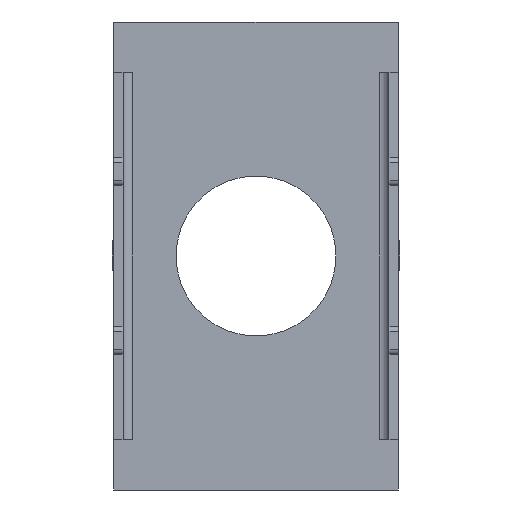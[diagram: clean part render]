
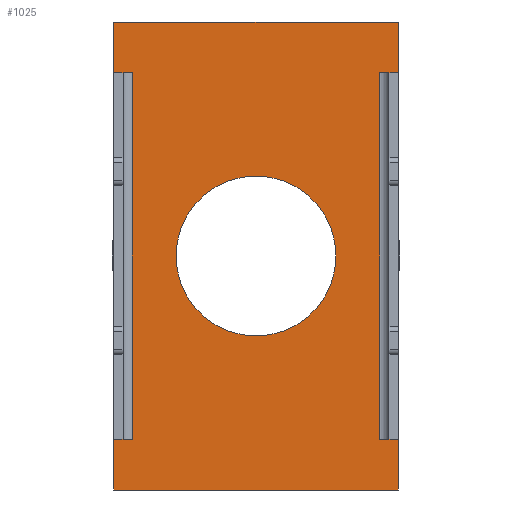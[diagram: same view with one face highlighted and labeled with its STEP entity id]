
A CAD part, front view. The second image highlights one B-rep face of the part: STEP entity #1025.
In plain terms, the highlighted planar face has unit normal (0, -1, 0).
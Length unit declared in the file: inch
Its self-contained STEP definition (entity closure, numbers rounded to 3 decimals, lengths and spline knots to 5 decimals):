
#41=LINE($,#1498,#151);
#94=LINE($,#1640,#204);
#98=LINE($,#1648,#208);
#100=LINE($,#1656,#210);
#115=LINE($,#1685,#225);
#117=LINE($,#1690,#227);
#118=LINE($,#1696,#228);
#120=LINE($,#1698,#230);
#121=LINE($,#1702,#231);
#122=LINE($,#1703,#232);
#124=LINE($,#1708,#234);
#125=LINE($,#1709,#235);
#151=VECTOR($,#1200,0.02);
#204=VECTOR($,#1325,0.02);
#208=VECTOR($,#1331,0.02);
#210=VECTOR($,#1339,0.02);
#225=VECTOR($,#1374,0.401);
#227=VECTOR($,#1378,0.311);
#228=VECTOR($,#1387,0.0555);
#230=VECTOR($,#1389,0.0555);
#231=VECTOR($,#1394,0.0555);
#232=VECTOR($,#1395,0.0555);
#234=VECTOR($,#1403,0.401);
#235=VECTOR($,#1404,0.311);
#271=PLANE($,#1117);
#277=FACE_BOUND($,#383,.T.);
#278=FACE_BOUND($,#384,.T.);
#383=EDGE_LOOP($,(#923));
#384=EDGE_LOOP($,(#924,#925,#926,#927,#928,#929,#930,#931,#932,#933,#934,
#935));
#388=CIRCLE($,#1033,0.0875);
#423=VERTEX_POINT($,#1413);
#448=VERTEX_POINT($,#1490);
#451=VERTEX_POINT($,#1496);
#503=VERTEX_POINT($,#1637);
#504=VERTEX_POINT($,#1639);
#506=VERTEX_POINT($,#1645);
#507=VERTEX_POINT($,#1647);
#509=VERTEX_POINT($,#1653);
#510=VERTEX_POINT($,#1655);
#515=VERTEX_POINT($,#1688);
#516=VERTEX_POINT($,#1689);
#517=VERTEX_POINT($,#1694);
#518=VERTEX_POINT($,#1700);
#519=EDGE_CURVE($,#423,#423,#388,.T.);
#558=EDGE_CURVE($,#448,#451,#41,.T.);
#626=EDGE_CURVE($,#503,#504,#94,.T.);
#630=EDGE_CURVE($,#506,#507,#98,.T.);
#634=EDGE_CURVE($,#510,#509,#100,.T.);
#651=EDGE_CURVE($,#503,#448,#115,.T.);
#653=EDGE_CURVE($,#515,#516,#117,.T.);
#657=EDGE_CURVE($,#506,#516,#118,.T.);
#659=EDGE_CURVE($,#517,#510,#120,.T.);
#661=EDGE_CURVE($,#451,#518,#121,.T.);
#662=EDGE_CURVE($,#515,#504,#122,.T.);
#664=EDGE_CURVE($,#507,#509,#124,.T.);
#665=EDGE_CURVE($,#517,#518,#125,.T.);
#923=ORIENTED_EDGE($,*,*,#519,.T.);
#924=ORIENTED_EDGE($,*,*,#664,.F.);
#925=ORIENTED_EDGE($,*,*,#630,.F.);
#926=ORIENTED_EDGE($,*,*,#657,.T.);
#927=ORIENTED_EDGE($,*,*,#653,.F.);
#928=ORIENTED_EDGE($,*,*,#662,.T.);
#929=ORIENTED_EDGE($,*,*,#626,.F.);
#930=ORIENTED_EDGE($,*,*,#651,.T.);
#931=ORIENTED_EDGE($,*,*,#558,.T.);
#932=ORIENTED_EDGE($,*,*,#661,.T.);
#933=ORIENTED_EDGE($,*,*,#665,.F.);
#934=ORIENTED_EDGE($,*,*,#659,.T.);
#935=ORIENTED_EDGE($,*,*,#634,.T.);
#1025=ADVANCED_FACE($,(#277,#278),#271,.T.);
#1033=AXIS2_PLACEMENT_3D($,#1414,#1125,#1126);
#1117=AXIS2_PLACEMENT_3D($,#1707,#1401,#1402);
#1125=DIRECTION('center_axis',(0.,1.,0.));
#1126=DIRECTION('ref_axis',(1.,0.,0.));
#1200=DIRECTION($,(1.,0.,0.));
#1325=DIRECTION($,(1.,0.,0.));
#1331=DIRECTION($,(1.,0.,0.));
#1339=DIRECTION($,(1.,0.,0.));
#1374=DIRECTION($,(0.,0.,1.));
#1378=DIRECTION($,(-1.,0.,0.));
#1387=DIRECTION($,(0.,0.,-1.));
#1389=DIRECTION($,(0.,0.,-1.));
#1394=DIRECTION($,(0.,0.,1.));
#1395=DIRECTION($,(0.,0.,1.));
#1401=DIRECTION('center_axis',(0.,-1.,0.));
#1402=DIRECTION('ref_axis',(0.,0.,-1.));
#1403=DIRECTION($,(0.,0.,1.));
#1404=DIRECTION($,(1.,0.,0.));
#1413=CARTESIAN_POINT('',(0.0875,0.,0.));
#1414=CARTESIAN_POINT('Origin',(0.,0.,0.));
#1490=CARTESIAN_POINT('',(0.1355,0.,0.2005));
#1496=CARTESIAN_POINT('',(0.1555,0.,0.2005));
#1498=CARTESIAN_POINT($,(0.,0.,0.2005));
#1637=CARTESIAN_POINT('',(0.1355,0.,-0.2005));
#1639=CARTESIAN_POINT('',(0.1555,0.,-0.2005));
#1640=CARTESIAN_POINT($,(0.,0.,-0.2005));
#1645=CARTESIAN_POINT('',(-0.1555,0.,-0.2005));
#1647=CARTESIAN_POINT('',(-0.1355,0.,-0.2005));
#1648=CARTESIAN_POINT($,(0.,0.,-0.2005));
#1653=CARTESIAN_POINT('',(-0.1355,0.,0.2005));
#1655=CARTESIAN_POINT('',(-0.1555,0.,0.2005));
#1656=CARTESIAN_POINT($,(0.,0.,0.2005));
#1685=CARTESIAN_POINT($,(0.1355,0.,0.));
#1688=CARTESIAN_POINT('',(0.1555,0.,-0.256));
#1689=CARTESIAN_POINT('',(-0.1555,0.,-0.256));
#1690=CARTESIAN_POINT($,(0.,0.,-0.256));
#1694=CARTESIAN_POINT('',(-0.1555,0.,0.256));
#1696=CARTESIAN_POINT($,(-0.1555,0.,0.));
#1698=CARTESIAN_POINT($,(-0.1555,0.,0.));
#1700=CARTESIAN_POINT('',(0.1555,0.,0.256));
#1702=CARTESIAN_POINT($,(0.1555,0.,0.));
#1703=CARTESIAN_POINT($,(0.1555,0.,0.));
#1707=CARTESIAN_POINT('Origin',(0.1355,0.,0.));
#1708=CARTESIAN_POINT($,(-0.1355,0.,0.));
#1709=CARTESIAN_POINT($,(0.,0.,0.256));
